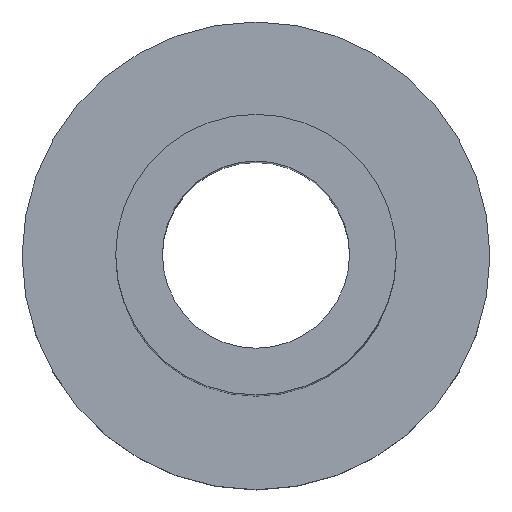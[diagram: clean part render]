
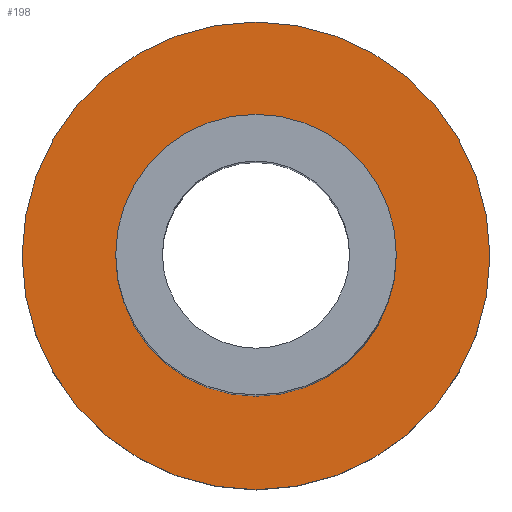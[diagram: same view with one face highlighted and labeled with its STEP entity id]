
A CAD part, top view. The second image highlights one B-rep face of the part: STEP entity #198.
In plain terms, the highlighted planar face has unit normal (0, 0, 1).
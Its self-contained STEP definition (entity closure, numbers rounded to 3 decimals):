
#29=CARTESIAN_POINT('',(0.,0.,0.));
#30=DIRECTION('',(0.,0.,1.));
#31=DIRECTION('',(0.,1.,0.));
#32=AXIS2_PLACEMENT_3D('',#29,#30,#31);
#38=CARTESIAN_POINT('',(0.,0.,0.));
#39=DIRECTION('',(0.,0.,-1.));
#40=DIRECTION('',(0.,1.,0.));
#41=AXIS2_PLACEMENT_3D('',#38,#39,#40);
#47=CARTESIAN_POINT('',(0.,0.,0.));
#48=DIRECTION('',(0.,0.,1.));
#49=DIRECTION('',(0.,1.,0.));
#50=AXIS2_PLACEMENT_3D('',#47,#48,#49);
#52=CARTESIAN_POINT('',(0.,0.,0.));
#53=DIRECTION('',(0.,0.,-1.));
#54=DIRECTION('',(0.,1.,0.));
#55=AXIS2_PLACEMENT_3D('',#52,#53,#54);
#90=CARTESIAN_POINT('',(0.,5.,0.));
#92=VERTEX_POINT('',#90);
#93=CARTESIAN_POINT('',(0.,3.,0.));
#95=VERTEX_POINT('',#93);
#102=CARTESIAN_POINT('',(0.,-5.,0.));
#104=VERTEX_POINT('',#102);
#105=CARTESIAN_POINT('',(0.,-3.,0.));
#107=VERTEX_POINT('',#105);
#183=CARTESIAN_POINT('',(0.,0.,0.));
#184=DIRECTION('',(0.,0.,1.));
#185=DIRECTION('',(0.,1.,0.));
#186=AXIS2_PLACEMENT_3D('',#183,#184,#185);
#187=PLANE('',#186);
#189=ORIENTED_EDGE('',*,*,#188,.F.);
#191=ORIENTED_EDGE('',*,*,#190,.T.);
#192=EDGE_LOOP('',(#189,#191));
#193=FACE_OUTER_BOUND('',#192,.F.);
#194=ORIENTED_EDGE('',*,*,#176,.F.);
#195=ORIENTED_EDGE('',*,*,#165,.T.);
#196=EDGE_LOOP('',(#194,#195));
#197=FACE_BOUND('',#196,.F.);
#198=ADVANCED_FACE('',(#193,#197),#187,.T.);
#33=CIRCLE('',#32,3.);
#42=CIRCLE('',#41,3.);
#51=CIRCLE('',#50,5.);
#56=CIRCLE('',#55,5.);
#165=EDGE_CURVE('',#95,#107,#33,.T.);
#176=EDGE_CURVE('',#95,#107,#42,.T.);
#188=EDGE_CURVE('',#92,#104,#51,.T.);
#190=EDGE_CURVE('',#92,#104,#56,.T.);
